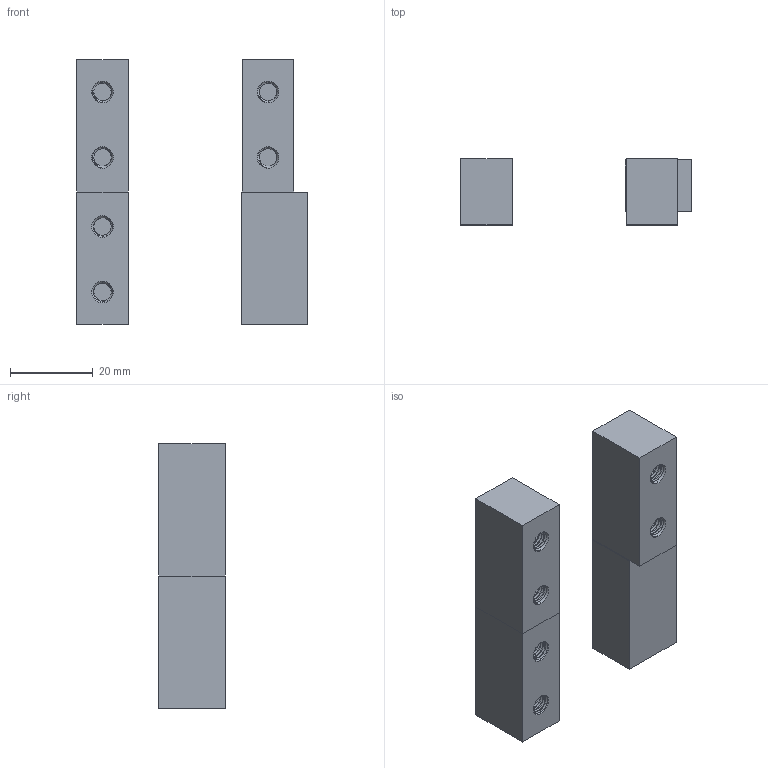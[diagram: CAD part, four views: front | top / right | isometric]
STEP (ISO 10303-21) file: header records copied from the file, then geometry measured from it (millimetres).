
FILE_DESCRIPTION (( 'STEP AP214' ), '1' );
FILE_NAME ('02194-Block Hinge Small Stainless Steel 64mm Open.STEP', '2018-07-25T21:08:03', ( '' ), ( '' ), 'SwSTEP 2.0', 'SolidWorks 2018', '' );
FILE_SCHEMA (( 'AUTOMOTIVE_DESIGN' ));
Length unit declared in the file: millimetre
Products named in the file (7): Stainless Steel Block Hinges Pin End; Stainless Steel Block Hinges Socket End; Stainless Steel Block Hinges Socket End_2194; Stainless Steel Block Hinges Pin End_2194; 02194-Block Hinge Small Stainless Steel 64mm Open
Assembly tree (4 placements, depth 2):
  Stainless Steel Block Hinges Pin End
  Stainless Steel Block Hinges Socket End
  Stainless Steel Block Hinges Pin End
  Stainless Steel Block Hinges Socket End
  02194-Block Hinge Small Stainless Steel 64mm Open
    Stainless Steel Block Hinges Pin End_2194  x2
    Stainless Steel Block Hinges Socket End_2194  x2
Bounding box: 55.75 x 16 x 64 mm (x, y, z)
Volume: 24599.4 mm3; surface area: 11954.4 mm2
Topology: 4 solids, 4 shells, 740 faces, 1992 edges, 1324 vertices
Faces by surface type: plane 346, bspline 250, cylinder 120, cone 24
Entity records: 22571 total; most frequent: CARTESIAN_POINT 14267, ORIENTED_EDGE 1992, DIRECTION 1160, EDGE_CURVE 996, VERTEX_POINT 662, LINE 590, VECTOR 590, EDGE_LOOP 402
